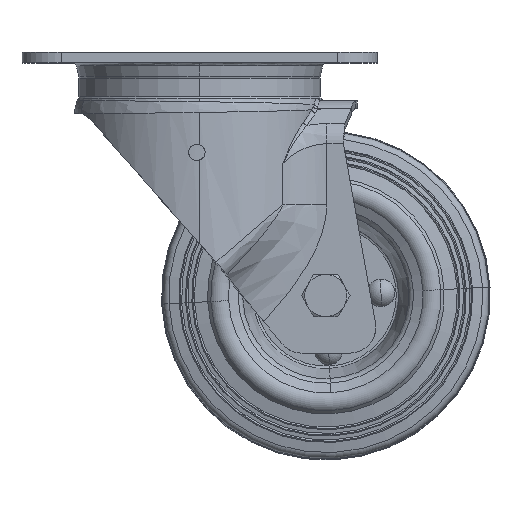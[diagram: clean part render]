
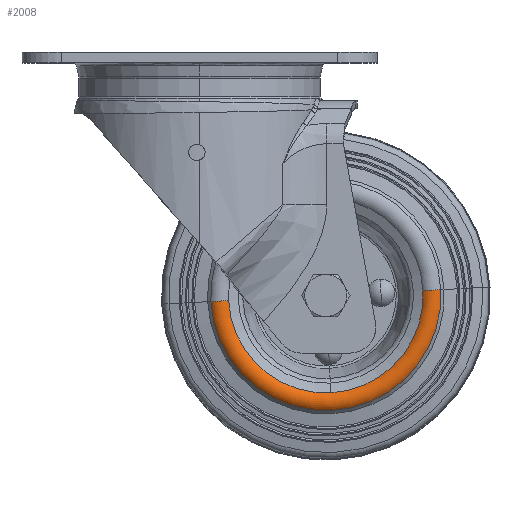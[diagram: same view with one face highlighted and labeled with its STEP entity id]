
A CAD part, top view. The second image highlights one B-rep face of the part: STEP entity #2008.
In plain terms, the highlighted toroidal (fillet/blend) face has major radius 40.354 mm and minor radius 4.5 mm.
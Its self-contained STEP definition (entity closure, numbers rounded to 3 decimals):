
#1076 = CARTESIAN_POINT ( 'NONE',  ( 11.049, -94.411, 17.5 ) ) ;
#2008 = ADVANCED_FACE ( 'NONE', ( #16990 ), #15893, .T. ) ;
#4503 = AXIS2_PLACEMENT_3D ( 'NONE', #20617, #27805, #4969 ) ;
#4969 = DIRECTION ( 'NONE',  ( 0.999, 0.052, 0. ) ) ;
#5266 = CARTESIAN_POINT ( 'NONE',  ( 48., -92.5, 17.435 ) ) ;
#5527 = CARTESIAN_POINT ( 'NONE',  ( 48., -92.5, 14.5 ) ) ;
#5708 = EDGE_LOOP ( 'NONE', ( #34495, #15850, #23712, #25598 ) ) ;
#7137 = EDGE_CURVE ( 'NONE', #15704, #27073, #21812, .T. ) ;
#8364 = DIRECTION ( 'NONE',  ( 0.999, 0.052, 0. ) ) ;
#15198 = CIRCLE ( 'NONE', #30380, 4.5 ) ;
#15704 = VERTEX_POINT ( 'NONE', #1076 ) ;
#15776 = AXIS2_PLACEMENT_3D ( 'NONE', #5266, #26438, #8364 ) ;
#15850 = ORIENTED_EDGE ( 'NONE', *, *, #19371, .T. ) ;
#15893 = TOROIDAL_SURFACE ( 'NONE', #36210, 40.354, 4.5 ) ;
#16291 = CARTESIAN_POINT ( 'NONE',  ( 84.951, -90.589, 17.5 ) ) ;
#16323 = CARTESIAN_POINT ( 'NONE',  ( 88.3, -90.416, 14.5 ) ) ;
#16990 = FACE_OUTER_BOUND ( 'NONE', #5708, .T. ) ;
#17699 = AXIS2_PLACEMENT_3D ( 'NONE', #23098, #17972, #36640 ) ;
#17972 = DIRECTION ( 'NONE',  ( 0.052, -0.999, 0. ) ) ;
#18984 = CIRCLE ( 'NONE', #17699, 4.5 ) ;
#19338 = DIRECTION ( 'NONE',  ( -0.999, -0.052, 0. ) ) ;
#19371 = EDGE_CURVE ( 'NONE', #15704, #37250, #18984, .T. ) ;
#20617 = CARTESIAN_POINT ( 'NONE',  ( 48., -92.5, 17.5 ) ) ;
#21812 = CIRCLE ( 'NONE', #4503, 37. ) ;
#23098 = CARTESIAN_POINT ( 'NONE',  ( 7.7, -94.584, 14.5 ) ) ;
#23712 = ORIENTED_EDGE ( 'NONE', *, *, #38439, .T. ) ;
#25025 = EDGE_CURVE ( 'NONE', #27073, #32166, #15198, .T. ) ;
#25598 = ORIENTED_EDGE ( 'NONE', *, *, #25025, .F. ) ;
#26438 = DIRECTION ( 'NONE',  ( 0., 0., 1. ) ) ;
#27073 = VERTEX_POINT ( 'NONE', #16291 ) ;
#27426 = CARTESIAN_POINT ( 'NONE',  ( 91.707, -90.24, 17.435 ) ) ;
#27805 = DIRECTION ( 'NONE',  ( 0., 0., 1. ) ) ;
#28354 = DIRECTION ( 'NONE',  ( 0., 0., -1. ) ) ;
#29282 = CIRCLE ( 'NONE', #15776, 43.765 ) ;
#30380 = AXIS2_PLACEMENT_3D ( 'NONE', #16323, #37205, #19338 ) ;
#32166 = VERTEX_POINT ( 'NONE', #27426 ) ;
#32294 = CARTESIAN_POINT ( 'NONE',  ( 4.293, -94.76, 17.435 ) ) ;
#34495 = ORIENTED_EDGE ( 'NONE', *, *, #7137, .F. ) ;
#34897 = DIRECTION ( 'NONE',  ( 0.999, 0.052, 0. ) ) ;
#36210 = AXIS2_PLACEMENT_3D ( 'NONE', #5527, #28354, #34897 ) ;
#36640 = DIRECTION ( 'NONE',  ( 0.999, 0.052, 0. ) ) ;
#37205 = DIRECTION ( 'NONE',  ( -0.052, 0.999, 0. ) ) ;
#37250 = VERTEX_POINT ( 'NONE', #32294 ) ;
#38439 = EDGE_CURVE ( 'NONE', #37250, #32166, #29282, .T. ) ;
